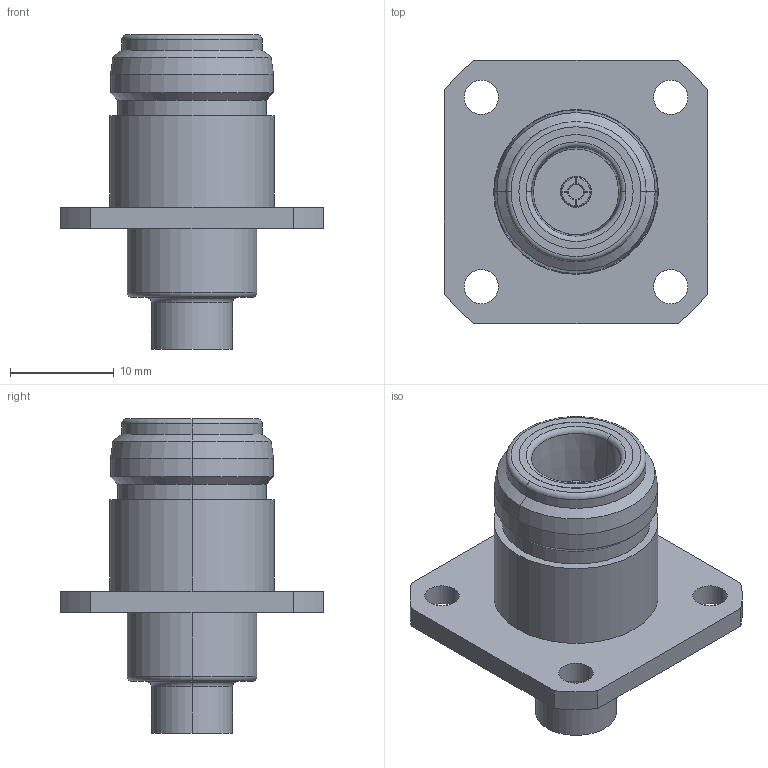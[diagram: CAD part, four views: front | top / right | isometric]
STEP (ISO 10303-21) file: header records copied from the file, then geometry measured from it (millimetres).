
FILE_DESCRIPTION (( 'STEP AP214' ), '1' );
FILE_NAME ('J01021A0202.STEP', '2018-07-13T11:25:24', ( '' ), ( '' ), 'SwSTEP 2.0', 'SolidWorks 2017', '' );
FILE_SCHEMA (( 'AUTOMOTIVE_DESIGN' ));
Length unit declared in the file: millimetre
Products named in the file (1): J01021A0202
Bounding box: 25.4 x 25.4 x 30.3 mm (x, y, z)
Volume: 4940.5 mm3; surface area: 3268.7 mm2
Topology: 1 solids, 2 shells, 94 faces, 216 edges, 136 vertices
Faces by surface type: cylinder 40, plane 26, cone 20, torus 8
Entity records: 3741 total; most frequent: CARTESIAN_POINT 519, DIRECTION 486, ORIENTED_EDGE 432, EDGE_CURVE 216, AXIS2_PLACEMENT_3D 199, VERTEX_POINT 136, EDGE_LOOP 114, CIRCLE 104
